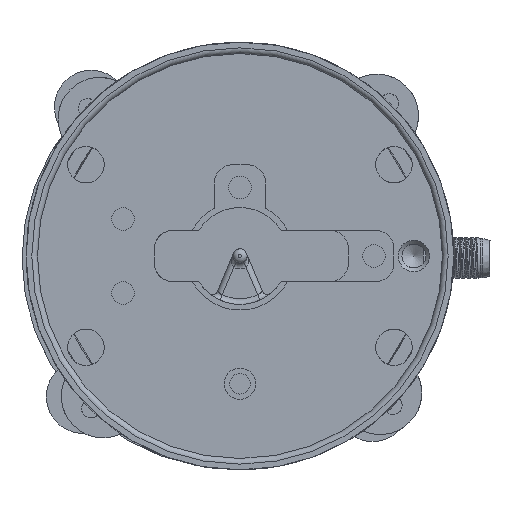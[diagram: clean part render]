
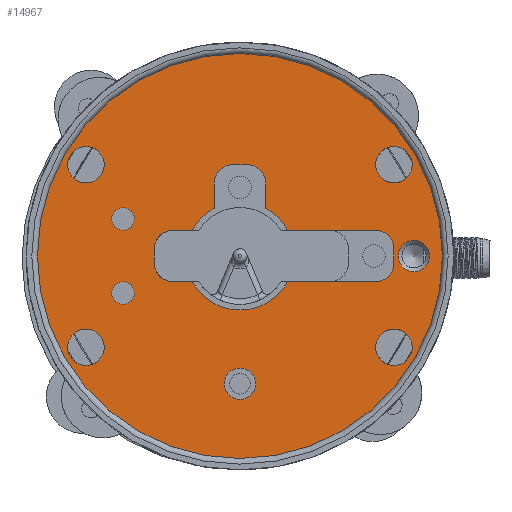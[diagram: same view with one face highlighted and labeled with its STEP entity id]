
A CAD part, front view. The second image highlights one B-rep face of the part: STEP entity #14967.
In plain terms, the highlighted planar face has unit normal (0, -1, 0).
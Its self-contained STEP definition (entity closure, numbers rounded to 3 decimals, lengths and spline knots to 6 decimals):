
#838=PLANE('',#16578);
#1618=CIRCLE('',#16556,0.0095);
#1619=CIRCLE('',#16559,0.0032);
#1620=CIRCLE('',#16562,0.0032);
#1621=CIRCLE('',#16565,0.0095);
#1622=CIRCLE('',#16568,0.0032);
#1623=CIRCLE('',#16571,0.0032);
#1624=CIRCLE('',#16574,0.0095);
#1626=CIRCLE('',#16577,0.0355);
#1627=CIRCLE('',#16579,0.00275);
#1628=CIRCLE('',#16580,0.00275);
#1629=CIRCLE('',#16581,0.002);
#1630=CIRCLE('',#16582,0.002);
#1631=CIRCLE('',#16583,0.0032);
#1632=CIRCLE('',#16584,0.0032);
#1633=CIRCLE('',#16585,0.0032);
#1634=CIRCLE('',#16586,0.0032);
#1635=CIRCLE('',#16587,0.0032);
#1636=CIRCLE('',#16588,0.0032);
#5876=ORIENTED_EDGE('',*,*,#8404,.T.);
#5877=ORIENTED_EDGE('',*,*,#8405,.F.);
#5878=ORIENTED_EDGE('',*,*,#8406,.F.);
#5879=ORIENTED_EDGE('',*,*,#8407,.F.);
#5880=ORIENTED_EDGE('',*,*,#8408,.F.);
#5881=ORIENTED_EDGE('',*,*,#8409,.F.);
#5882=ORIENTED_EDGE('',*,*,#8410,.F.);
#5883=ORIENTED_EDGE('',*,*,#8411,.F.);
#5884=ORIENTED_EDGE('',*,*,#8412,.F.);
#5885=ORIENTED_EDGE('',*,*,#8413,.T.);
#5886=ORIENTED_EDGE('',*,*,#8329,.T.);
#5887=ORIENTED_EDGE('',*,*,#8376,.T.);
#5888=ORIENTED_EDGE('',*,*,#8378,.T.);
#5889=ORIENTED_EDGE('',*,*,#8380,.T.);
#5890=ORIENTED_EDGE('',*,*,#8382,.T.);
#5891=ORIENTED_EDGE('',*,*,#8384,.T.);
#5892=ORIENTED_EDGE('',*,*,#8386,.T.);
#5893=ORIENTED_EDGE('',*,*,#8388,.T.);
#5894=ORIENTED_EDGE('',*,*,#8391,.T.);
#5895=ORIENTED_EDGE('',*,*,#8393,.T.);
#5896=ORIENTED_EDGE('',*,*,#8395,.T.);
#5897=ORIENTED_EDGE('',*,*,#8397,.T.);
#5898=ORIENTED_EDGE('',*,*,#8400,.T.);
#5899=ORIENTED_EDGE('',*,*,#8401,.T.);
#5900=ORIENTED_EDGE('',*,*,#8335,.T.);
#5901=ORIENTED_EDGE('',*,*,#8414,.T.);
#5902=ORIENTED_EDGE('',*,*,#8403,.T.);
#8329=EDGE_CURVE('',#9921,#9920,#10803,.F.);
#8335=EDGE_CURVE('',#9926,#9925,#10809,.T.);
#8376=EDGE_CURVE('',#9920,#9958,#1618,.F.);
#8378=EDGE_CURVE('',#9958,#9959,#10830,.F.);
#8380=EDGE_CURVE('',#9959,#9960,#1619,.T.);
#8382=EDGE_CURVE('',#9960,#9961,#10833,.F.);
#8384=EDGE_CURVE('',#9961,#9962,#1620,.T.);
#8386=EDGE_CURVE('',#9962,#9963,#10836,.T.);
#8388=EDGE_CURVE('',#9963,#9964,#1621,.F.);
#8391=EDGE_CURVE('',#9964,#9965,#10840,.F.);
#8393=EDGE_CURVE('',#9965,#9966,#1622,.T.);
#8395=EDGE_CURVE('',#9966,#9967,#10843,.T.);
#8397=EDGE_CURVE('',#9967,#9968,#1623,.T.);
#8400=EDGE_CURVE('',#9968,#9969,#10847,.T.);
#8401=EDGE_CURVE('',#9969,#9926,#1624,.F.);
#8403=EDGE_CURVE('',#9971,#9971,#1626,.F.);
#8404=EDGE_CURVE('',#9972,#9972,#1627,.F.);
#8405=EDGE_CURVE('',#9973,#9973,#1628,.T.);
#8406=EDGE_CURVE('',#9974,#9974,#1629,.T.);
#8407=EDGE_CURVE('',#9975,#9975,#1630,.T.);
#8408=EDGE_CURVE('',#9976,#9976,#1631,.T.);
#8409=EDGE_CURVE('',#9977,#9977,#1632,.T.);
#8410=EDGE_CURVE('',#9978,#9978,#1633,.T.);
#8411=EDGE_CURVE('',#9979,#9979,#1634,.T.);
#8412=EDGE_CURVE('',#9980,#9981,#10848,.T.);
#8413=EDGE_CURVE('',#9980,#9921,#1635,.F.);
#8414=EDGE_CURVE('',#9925,#9981,#1636,.F.);
#9920=VERTEX_POINT('',#43179);
#9921=VERTEX_POINT('',#43181);
#9925=VERTEX_POINT('',#43191);
#9926=VERTEX_POINT('',#43193);
#9958=VERTEX_POINT('',#43281);
#9959=VERTEX_POINT('',#43285);
#9960=VERTEX_POINT('',#43289);
#9961=VERTEX_POINT('',#43293);
#9962=VERTEX_POINT('',#43297);
#9963=VERTEX_POINT('',#43301);
#9964=VERTEX_POINT('',#43305);
#9965=VERTEX_POINT('',#43310);
#9966=VERTEX_POINT('',#43314);
#9967=VERTEX_POINT('',#43318);
#9968=VERTEX_POINT('',#43322);
#9969=VERTEX_POINT('',#43327);
#9971=VERTEX_POINT('',#43335);
#9972=VERTEX_POINT('',#43338);
#9973=VERTEX_POINT('',#43340);
#9974=VERTEX_POINT('',#43342);
#9975=VERTEX_POINT('',#43344);
#9976=VERTEX_POINT('',#43346);
#9977=VERTEX_POINT('',#43348);
#9978=VERTEX_POINT('',#43350);
#9979=VERTEX_POINT('',#43352);
#9980=VERTEX_POINT('',#43354);
#9981=VERTEX_POINT('',#43355);
#10803=LINE('',#43180,#11664);
#10809=LINE('',#43192,#11670);
#10830=LINE('',#43286,#11691);
#10833=LINE('',#43294,#11694);
#10836=LINE('',#43302,#11697);
#10840=LINE('',#43311,#11701);
#10843=LINE('',#43319,#11704);
#10847=LINE('',#43328,#11708);
#10848=LINE('',#43353,#11709);
#11664=VECTOR('',#20230,1.);
#11670=VECTOR('',#20238,1.);
#11691=VECTOR('',#20317,1.);
#11694=VECTOR('',#20326,1.);
#11697=VECTOR('',#20335,1.);
#11701=VECTOR('',#20345,1.);
#11704=VECTOR('',#20354,1.);
#11708=VECTOR('',#20364,1.);
#11709=VECTOR('',#20393,1.);
#12781=EDGE_LOOP('',(#5876));
#12782=EDGE_LOOP('',(#5877));
#12783=EDGE_LOOP('',(#5878));
#12784=EDGE_LOOP('',(#5879));
#12785=EDGE_LOOP('',(#5880));
#12786=EDGE_LOOP('',(#5881));
#12787=EDGE_LOOP('',(#5882));
#12788=EDGE_LOOP('',(#5883));
#12789=EDGE_LOOP('',(#5884,#5885,#5886,#5887,#5888,#5889,#5890,#5891,#5892,
#5893,#5894,#5895,#5896,#5897,#5898,#5899,#5900,#5901));
#12790=EDGE_LOOP('',(#5902));
#13959=FACE_BOUND('',#12781,.T.);
#13960=FACE_BOUND('',#12782,.T.);
#13961=FACE_BOUND('',#12783,.T.);
#13962=FACE_BOUND('',#12784,.T.);
#13963=FACE_BOUND('',#12785,.T.);
#13964=FACE_BOUND('',#12786,.T.);
#13965=FACE_BOUND('',#12787,.T.);
#13966=FACE_BOUND('',#12788,.T.);
#13967=FACE_BOUND('',#12789,.T.);
#13968=FACE_BOUND('',#12790,.T.);
#14967=ADVANCED_FACE('',(#13959,#13960,#13961,#13962,#13963,#13964,#13965,
#13966,#13967,#13968),#838,.T.);
#16556=AXIS2_PLACEMENT_3D('',#43282,#20312,#20313);
#16559=AXIS2_PLACEMENT_3D('',#43290,#20321,#20322);
#16562=AXIS2_PLACEMENT_3D('',#43298,#20330,#20331);
#16565=AXIS2_PLACEMENT_3D('',#43306,#20339,#20340);
#16568=AXIS2_PLACEMENT_3D('',#43315,#20349,#20350);
#16571=AXIS2_PLACEMENT_3D('',#43323,#20358,#20359);
#16574=AXIS2_PLACEMENT_3D('',#43330,#20367,#20368);
#16577=AXIS2_PLACEMENT_3D('',#43334,#20373,#20374);
#16578=AXIS2_PLACEMENT_3D('',#43336,#20375,#20376);
#16579=AXIS2_PLACEMENT_3D('',#43337,#20377,#20378);
#16580=AXIS2_PLACEMENT_3D('',#43339,#20379,#20380);
#16581=AXIS2_PLACEMENT_3D('',#43341,#20381,#20382);
#16582=AXIS2_PLACEMENT_3D('',#43343,#20383,#20384);
#16583=AXIS2_PLACEMENT_3D('',#43345,#20385,#20386);
#16584=AXIS2_PLACEMENT_3D('',#43347,#20387,#20388);
#16585=AXIS2_PLACEMENT_3D('',#43349,#20389,#20390);
#16586=AXIS2_PLACEMENT_3D('',#43351,#20391,#20392);
#16587=AXIS2_PLACEMENT_3D('',#43356,#20394,#20395);
#16588=AXIS2_PLACEMENT_3D('',#43357,#20396,#20397);
#20230=DIRECTION('',(1.,0.,0.));
#20238=DIRECTION('',(1.,0.,0.));
#20312=DIRECTION('',(0.,-1.,0.));
#20313=DIRECTION('',(1.,0.,0.));
#20317=DIRECTION('',(0.,0.,1.));
#20321=DIRECTION('',(0.,1.,0.));
#20322=DIRECTION('',(-1.,0.,0.));
#20326=DIRECTION('',(1.,0.,0.));
#20330=DIRECTION('',(0.,1.,0.));
#20331=DIRECTION('',(-1.,0.,0.));
#20335=DIRECTION('',(0.,0.,1.));
#20339=DIRECTION('',(0.,-1.,0.));
#20340=DIRECTION('',(1.,0.,0.));
#20345=DIRECTION('',(1.,0.,0.));
#20349=DIRECTION('',(0.,1.,0.));
#20350=DIRECTION('',(-1.,0.,0.));
#20354=DIRECTION('',(0.,0.,1.));
#20358=DIRECTION('',(0.,1.,0.));
#20359=DIRECTION('',(-1.,0.,0.));
#20364=DIRECTION('',(1.,0.,0.));
#20367=DIRECTION('',(0.,-1.,0.));
#20368=DIRECTION('',(1.,0.,0.));
#20373=DIRECTION('',(0.,1.,0.));
#20374=DIRECTION('',(-1.,0.,0.));
#20375=DIRECTION('',(0.,-1.,0.));
#20376=DIRECTION('',(1.,0.,0.));
#20377=DIRECTION('',(0.,-1.,0.));
#20378=DIRECTION('',(1.,0.,0.));
#20379=DIRECTION('',(0.,-1.,0.));
#20380=DIRECTION('',(1.,0.,0.));
#20381=DIRECTION('',(0.,-1.,0.));
#20382=DIRECTION('',(1.,0.,0.));
#20383=DIRECTION('',(0.,-1.,0.));
#20384=DIRECTION('',(1.,0.,0.));
#20385=DIRECTION('',(0.,-1.,0.));
#20386=DIRECTION('',(1.,0.,0.));
#20387=DIRECTION('',(0.,-1.,0.));
#20388=DIRECTION('',(1.,0.,0.));
#20389=DIRECTION('',(0.,-1.,0.));
#20390=DIRECTION('',(1.,0.,0.));
#20391=DIRECTION('',(0.,-1.,0.));
#20392=DIRECTION('',(1.,0.,0.));
#20393=DIRECTION('',(0.,0.,1.));
#20394=DIRECTION('',(0.,-1.,0.));
#20395=DIRECTION('',(1.,0.,0.));
#20396=DIRECTION('',(0.,-1.,0.));
#20397=DIRECTION('',(1.,0.,0.));
#43179=CARTESIAN_POINT('',(0.008367,-0.004,-0.0045));
#43180=CARTESIAN_POINT('',(0.,-0.004,-0.0045));
#43181=CARTESIAN_POINT('',(0.0118,-0.004,-0.0045));
#43191=CARTESIAN_POINT('',(0.0118,-0.004,0.0045));
#43192=CARTESIAN_POINT('',(0.,-0.004,0.0045));
#43193=CARTESIAN_POINT('',(0.008367,-0.004,0.0045));
#43281=CARTESIAN_POINT('',(0.0045,-0.004,-0.008367));
#43282=CARTESIAN_POINT('',(0.,-0.004,0.));
#43285=CARTESIAN_POINT('',(0.0045,-0.004,-0.0128));
#43286=CARTESIAN_POINT('',(0.0045,-0.004,0.));
#43289=CARTESIAN_POINT('',(0.0013,-0.004,-0.016));
#43290=CARTESIAN_POINT('',(0.0013,-0.004,-0.0128));
#43293=CARTESIAN_POINT('',(-0.0013,-0.004,-0.016));
#43294=CARTESIAN_POINT('',(0.,-0.004,-0.016));
#43297=CARTESIAN_POINT('',(-0.0045,-0.004,-0.0128));
#43298=CARTESIAN_POINT('',(-0.0013,-0.004,-0.0128));
#43301=CARTESIAN_POINT('',(-0.0045,-0.004,-0.008367));
#43302=CARTESIAN_POINT('',(-0.0045,-0.004,0.));
#43305=CARTESIAN_POINT('',(-0.008367,-0.004,-0.0045));
#43306=CARTESIAN_POINT('',(0.,-0.004,0.));
#43310=CARTESIAN_POINT('',(-0.0238,-0.004,-0.0045));
#43311=CARTESIAN_POINT('',(0.,-0.004,-0.0045));
#43314=CARTESIAN_POINT('',(-0.027,-0.004,-0.0013));
#43315=CARTESIAN_POINT('',(-0.0238,-0.004,-0.0013));
#43318=CARTESIAN_POINT('',(-0.027,-0.004,0.0013));
#43319=CARTESIAN_POINT('',(-0.027,-0.004,0.));
#43322=CARTESIAN_POINT('',(-0.0238,-0.004,0.0045));
#43323=CARTESIAN_POINT('',(-0.0238,-0.004,0.0013));
#43327=CARTESIAN_POINT('',(-0.008367,-0.004,0.0045));
#43328=CARTESIAN_POINT('',(0.,-0.004,0.0045));
#43330=CARTESIAN_POINT('',(0.,-0.004,0.));
#43334=CARTESIAN_POINT('',(0.,-0.004,0.));
#43335=CARTESIAN_POINT('',(-0.0355,-0.004,0.));
#43336=CARTESIAN_POINT('',(0.,-0.004,0.));
#43337=CARTESIAN_POINT('',(-0.0305,-0.004,0.));
#43338=CARTESIAN_POINT('',(-0.02775,-0.004,0.));
#43339=CARTESIAN_POINT('',(0.,-0.004,0.022405));
#43340=CARTESIAN_POINT('',(0.00275,-0.004,0.022405));
#43341=CARTESIAN_POINT('',(0.0205,-0.004,-0.0065));
#43342=CARTESIAN_POINT('',(0.0225,-0.004,-0.0065));
#43343=CARTESIAN_POINT('',(0.0205,-0.004,0.0065));
#43344=CARTESIAN_POINT('',(0.0225,-0.004,0.0065));
#43345=CARTESIAN_POINT('',(0.027,-0.004,0.016));
#43346=CARTESIAN_POINT('',(0.0302,-0.004,0.016));
#43347=CARTESIAN_POINT('',(0.027,-0.004,-0.016));
#43348=CARTESIAN_POINT('',(0.0302,-0.004,-0.016));
#43349=CARTESIAN_POINT('',(-0.027,-0.004,-0.016));
#43350=CARTESIAN_POINT('',(-0.0238,-0.004,-0.016));
#43351=CARTESIAN_POINT('',(-0.027,-0.004,0.016));
#43352=CARTESIAN_POINT('',(-0.0238,-0.004,0.016));
#43353=CARTESIAN_POINT('',(0.015,-0.004,-0.0045));
#43354=CARTESIAN_POINT('',(0.015,-0.004,-0.0013));
#43355=CARTESIAN_POINT('',(0.015,-0.004,0.0013));
#43356=CARTESIAN_POINT('',(0.0118,-0.004,-0.0013));
#43357=CARTESIAN_POINT('',(0.0118,-0.004,0.0013));
